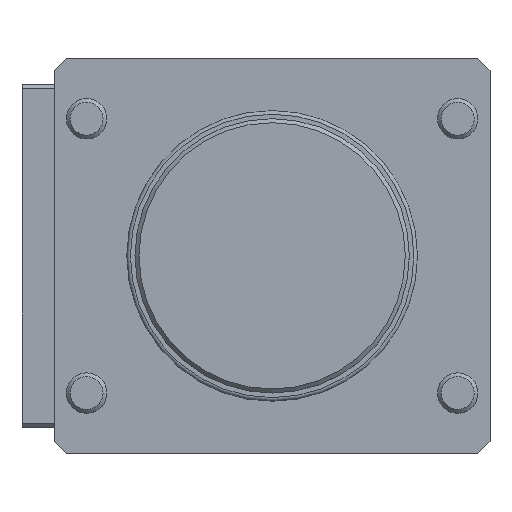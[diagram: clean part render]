
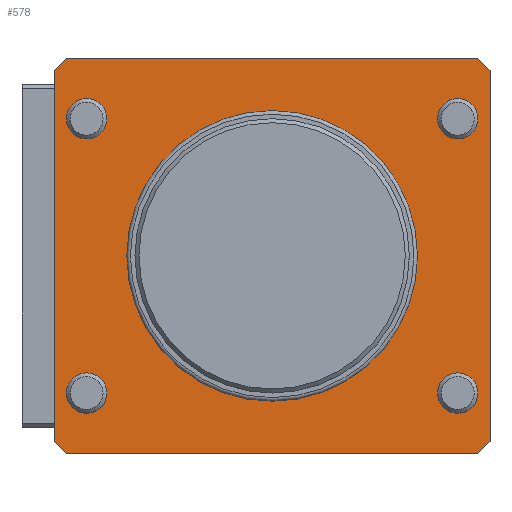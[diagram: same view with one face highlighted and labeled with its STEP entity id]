
A CAD part, top view. The second image highlights one B-rep face of the part: STEP entity #578.
In plain terms, the highlighted planar face has unit normal (0, 0, 1).
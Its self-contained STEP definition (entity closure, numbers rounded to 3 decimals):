
#48=LINE('',#3041,#194);
#144=LINE('',#3381,#290);
#147=LINE('',#3386,#293);
#150=LINE('',#3391,#296);
#171=LINE('',#3438,#317);
#176=LINE('',#3450,#322);
#181=LINE('',#3458,#327);
#185=LINE('',#3466,#331);
#186=LINE('',#3467,#332);
#187=LINE('',#3468,#333);
#194=VECTOR('',#2362,1.);
#290=VECTOR('',#2680,1.);
#293=VECTOR('',#2685,1.);
#296=VECTOR('',#2690,1.);
#317=VECTOR('',#2739,1.);
#322=VECTOR('',#2754,1.);
#327=VECTOR('',#2761,1.);
#331=VECTOR('',#2769,1.);
#332=VECTOR('',#2770,1.);
#333=VECTOR('',#2771,1.);
#578=ADVANCED_FACE('',(#769,#770,#771,#772,#773,#774),#651,.F.);
#651=PLANE('',#2203);
#769=FACE_BOUND('',#945,.T.);
#770=FACE_BOUND('',#946,.T.);
#771=FACE_BOUND('',#947,.T.);
#772=FACE_BOUND('',#948,.T.);
#773=FACE_BOUND('',#949,.T.);
#774=FACE_BOUND('',#950,.T.);
#945=EDGE_LOOP('',(#1401,#1402,#1403,#1404,#1405,#1406,#1407,#1408,#1409,
#1410));
#946=EDGE_LOOP('',(#1411));
#947=EDGE_LOOP('',(#1412));
#948=EDGE_LOOP('',(#1413));
#949=EDGE_LOOP('',(#1414));
#950=EDGE_LOOP('',(#1415));
#1401=ORIENTED_EDGE('',*,*,#1870,.F.);
#1402=ORIENTED_EDGE('',*,*,#1866,.F.);
#1403=ORIENTED_EDGE('',*,*,#1675,.F.);
#1404=ORIENTED_EDGE('',*,*,#1861,.F.);
#1405=ORIENTED_EDGE('',*,*,#1871,.F.);
#1406=ORIENTED_EDGE('',*,*,#1832,.F.);
#1407=ORIENTED_EDGE('',*,*,#1829,.F.);
#1408=ORIENTED_EDGE('',*,*,#1826,.F.);
#1409=ORIENTED_EDGE('',*,*,#1872,.F.);
#1410=ORIENTED_EDGE('',*,*,#1855,.F.);
#1411=ORIENTED_EDGE('',*,*,#1657,.T.);
#1412=ORIENTED_EDGE('',*,*,#1654,.T.);
#1413=ORIENTED_EDGE('',*,*,#1651,.T.);
#1414=ORIENTED_EDGE('',*,*,#1648,.T.);
#1415=ORIENTED_EDGE('',*,*,#1646,.T.);
#1468=VERTEX_POINT('',#2959);
#1470=VERTEX_POINT('',#2965);
#1473=VERTEX_POINT('',#2974);
#1476=VERTEX_POINT('',#2983);
#1479=VERTEX_POINT('',#2992);
#1497=VERTEX_POINT('',#3040);
#1498=VERTEX_POINT('',#3042);
#1606=VERTEX_POINT('',#3380);
#1607=VERTEX_POINT('',#3382);
#1608=VERTEX_POINT('',#3387);
#1609=VERTEX_POINT('',#3392);
#1620=VERTEX_POINT('',#3437);
#1621=VERTEX_POINT('',#3439);
#1623=VERTEX_POINT('',#3451);
#1625=VERTEX_POINT('',#3459);
#1646=EDGE_CURVE('',#1468,#1468,#1892,.T.);
#1648=EDGE_CURVE('',#1470,#1470,#1894,.T.);
#1651=EDGE_CURVE('',#1473,#1473,#1897,.T.);
#1654=EDGE_CURVE('',#1476,#1476,#1900,.T.);
#1657=EDGE_CURVE('',#1479,#1479,#1903,.T.);
#1675=EDGE_CURVE('',#1497,#1498,#48,.T.);
#1826=EDGE_CURVE('',#1606,#1607,#144,.T.);
#1829=EDGE_CURVE('',#1607,#1608,#147,.T.);
#1832=EDGE_CURVE('',#1608,#1609,#150,.T.);
#1855=EDGE_CURVE('',#1620,#1621,#171,.T.);
#1861=EDGE_CURVE('',#1623,#1497,#176,.T.);
#1866=EDGE_CURVE('',#1498,#1625,#181,.T.);
#1870=EDGE_CURVE('',#1625,#1620,#185,.T.);
#1871=EDGE_CURVE('',#1609,#1623,#186,.T.);
#1872=EDGE_CURVE('',#1621,#1606,#187,.T.);
#1892=CIRCLE('',#2020,35.686);
#1894=CIRCLE('',#2024,5.);
#1897=CIRCLE('',#2030,5.);
#1900=CIRCLE('',#2036,5.);
#1903=CIRCLE('',#2042,5.);
#2020=AXIS2_PLACEMENT_3D('',#2958,#2261,#2262);
#2024=AXIS2_PLACEMENT_3D('',#2964,#2269,#2270);
#2030=AXIS2_PLACEMENT_3D('',#2973,#2281,#2282);
#2036=AXIS2_PLACEMENT_3D('',#2982,#2293,#2294);
#2042=AXIS2_PLACEMENT_3D('',#2991,#2305,#2306);
#2203=AXIS2_PLACEMENT_3D('',#3469,#2772,#2773);
#2261=DIRECTION('',(0.,0.,-1.));
#2262=DIRECTION('',(0.,1.,0.));
#2269=DIRECTION('',(0.,0.,-1.));
#2270=DIRECTION('',(0.,1.,0.));
#2281=DIRECTION('',(0.,0.,-1.));
#2282=DIRECTION('',(0.,1.,0.));
#2293=DIRECTION('',(0.,0.,-1.));
#2294=DIRECTION('',(0.,1.,0.));
#2305=DIRECTION('',(0.,0.,-1.));
#2306=DIRECTION('',(0.,1.,0.));
#2362=DIRECTION('',(0.,1.,0.));
#2680=DIRECTION('',(0.,-1.,0.));
#2685=DIRECTION('',(-0.707,-0.707,0.));
#2690=DIRECTION('',(-1.,0.,0.));
#2739=DIRECTION('',(1.,0.,0.));
#2754=DIRECTION('',(0.,1.,0.));
#2761=DIRECTION('',(0.,1.,0.));
#2769=DIRECTION('',(0.707,0.707,0.));
#2770=DIRECTION('',(-0.707,0.707,0.));
#2771=DIRECTION('',(0.707,-0.707,0.));
#2772=DIRECTION('',(0.,0.,-1.));
#2773=DIRECTION('',(1.,0.,0.));
#2958=CARTESIAN_POINT('',(0.,0.,0.));
#2959=CARTESIAN_POINT('',(0.,35.686,0.));
#2964=CARTESIAN_POINT('',(-46.,-34.,0.));
#2965=CARTESIAN_POINT('',(-46.,-29.,0.));
#2973=CARTESIAN_POINT('',(-46.,34.,0.));
#2974=CARTESIAN_POINT('',(-46.,39.,0.));
#2982=CARTESIAN_POINT('',(46.,34.,0.));
#2983=CARTESIAN_POINT('',(46.,39.,0.));
#2991=CARTESIAN_POINT('',(46.,-34.,0.));
#2992=CARTESIAN_POINT('',(46.,-29.,0.));
#3040=CARTESIAN_POINT('',(-54.,-42.5,0.));
#3041=CARTESIAN_POINT('',(-54.,-46.,0.));
#3042=CARTESIAN_POINT('',(-54.,42.5,0.));
#3380=CARTESIAN_POINT('',(54.,46.,0.));
#3381=CARTESIAN_POINT('',(54.,46.,0.));
#3382=CARTESIAN_POINT('',(54.,-46.,0.));
#3386=CARTESIAN_POINT('',(51.,-49.,0.));
#3387=CARTESIAN_POINT('',(51.,-49.,0.));
#3391=CARTESIAN_POINT('',(51.,-49.,0.));
#3392=CARTESIAN_POINT('',(-51.,-49.,0.));
#3437=CARTESIAN_POINT('',(-51.,49.,0.));
#3438=CARTESIAN_POINT('',(-51.,49.,0.));
#3439=CARTESIAN_POINT('',(51.,49.,0.));
#3450=CARTESIAN_POINT('',(-54.,-46.,0.));
#3451=CARTESIAN_POINT('',(-54.,-46.,0.));
#3458=CARTESIAN_POINT('',(-54.,-46.,0.));
#3459=CARTESIAN_POINT('',(-54.,46.,0.));
#3466=CARTESIAN_POINT('',(-54.,46.,0.));
#3467=CARTESIAN_POINT('',(-54.,-46.,0.));
#3468=CARTESIAN_POINT('',(54.,46.,0.));
#3469=CARTESIAN_POINT('',(0.,100.,0.));
